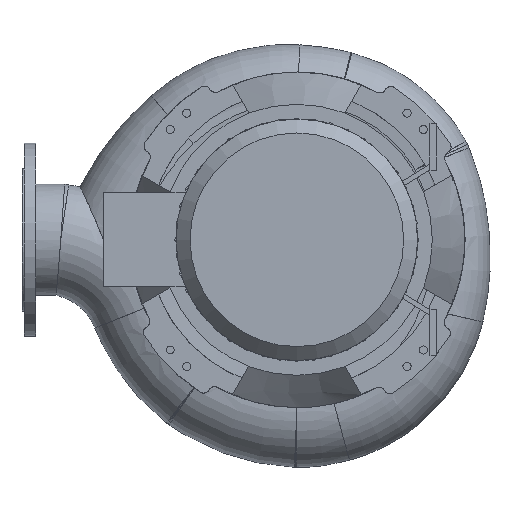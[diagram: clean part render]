
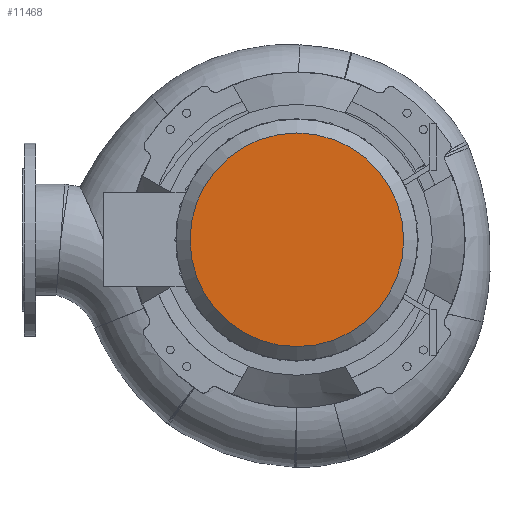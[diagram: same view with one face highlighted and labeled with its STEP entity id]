
A CAD part, left-side view. The second image highlights one B-rep face of the part: STEP entity #11468.
In plain terms, the highlighted planar face has unit normal (-1, 0, 0).
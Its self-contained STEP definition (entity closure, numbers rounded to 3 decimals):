
#1411=FACE_OUTER_BOUND('',#2131,.T.);
#2131=EDGE_LOOP('',(#10437));
#2673=CIRCLE('',#12486,137.975);
#5475=VERTEX_POINT('',#21831);
#7144=EDGE_CURVE('',#5475,#5475,#2673,.T.);
#10437=ORIENTED_EDGE('',*,*,#7144,.T.);
#10846=PLANE('',#12487);
#11468=ADVANCED_FACE('',(#1411),#10846,.T.);
#12486=AXIS2_PLACEMENT_3D('',#21832,#15379,#15380);
#12487=AXIS2_PLACEMENT_3D('',#21833,#15381,#15382);
#15379=DIRECTION('center_axis',(-1.,0.,0.));
#15380=DIRECTION('ref_axis',(0.,0.,1.));
#15381=DIRECTION('center_axis',(-1.,0.,0.));
#15382=DIRECTION('ref_axis',(0.,0.,1.));
#21831=CARTESIAN_POINT('',(-871.,317.975,0.));
#21832=CARTESIAN_POINT('Origin',(-871.,180.,0.));
#21833=CARTESIAN_POINT('Origin',(-871.,180.,0.));
